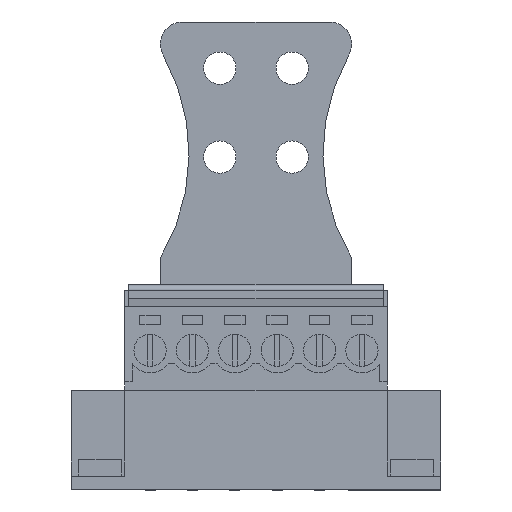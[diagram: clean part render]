
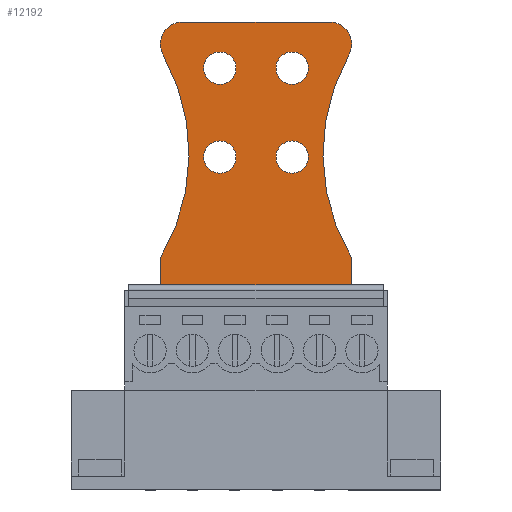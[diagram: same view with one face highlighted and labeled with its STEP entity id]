
A CAD part, front view. The second image highlights one B-rep face of the part: STEP entity #12192.
In plain terms, the highlighted planar face has unit normal (0, -1, 0).
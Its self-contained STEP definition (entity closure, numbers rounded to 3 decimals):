
#12075=AXIS2_PLACEMENT_3D('Plane Axis2P3D',#12072,#12073,#12074) ;
#12079=AXIS2_PLACEMENT_3D('Circle Axis2P3D',#12077,#12078,$) ;
#12086=AXIS2_PLACEMENT_3D('Circle Axis2P3D',#12084,#12085,$) ;
#12100=AXIS2_PLACEMENT_3D('Circle Axis2P3D',#12098,#12099,$) ;
#12107=AXIS2_PLACEMENT_3D('Circle Axis2P3D',#12105,#12106,$) ;
#12122=AXIS2_PLACEMENT_3D('Circle Axis2P3D',#12120,#12121,$) ;
#12131=AXIS2_PLACEMENT_3D('Circle Axis2P3D',#12129,#12130,$) ;
#12140=AXIS2_PLACEMENT_3D('Circle Axis2P3D',#12138,#12139,$) ;
#12149=AXIS2_PLACEMENT_3D('Circle Axis2P3D',#12147,#12148,$) ;
#12158=AXIS2_PLACEMENT_3D('Circle Axis2P3D',#12156,#12157,$) ;
#12167=AXIS2_PLACEMENT_3D('Circle Axis2P3D',#12165,#12166,$) ;
#12176=AXIS2_PLACEMENT_3D('Circle Axis2P3D',#12174,#12175,$) ;
#12185=AXIS2_PLACEMENT_3D('Circle Axis2P3D',#12183,#12184,$) ;
#11894=CARTESIAN_POINT('Vertex',(8.065,10.6,17.95)) ;
#11910=CARTESIAN_POINT('Vertex',(25.185,10.6,17.95)) ;
#11913=CARTESIAN_POINT('Line Origine',(16.625,10.6,17.95)) ;
#11931=CARTESIAN_POINT('Line Origine',(8.065,10.6,19.45)) ;
#11935=CARTESIAN_POINT('Vertex',(8.065,10.6,20.951)) ;
#12047=CARTESIAN_POINT('Vertex',(25.185,10.6,20.951)) ;
#12050=CARTESIAN_POINT('Line Origine',(25.185,10.6,19.45)) ;
#12072=CARTESIAN_POINT('Axis2P3D Location',(16.625,10.6,8.95)) ;
#12077=CARTESIAN_POINT('Axis2P3D Location',(40.84,10.6,30.223)) ;
#12081=CARTESIAN_POINT('Vertex',(24.969,10.6,39.122)) ;
#12084=CARTESIAN_POINT('Axis2P3D Location',(23.225,10.6,40.1)) ;
#12088=CARTESIAN_POINT('Vertex',(23.225,10.6,42.1)) ;
#12091=CARTESIAN_POINT('Line Origine',(16.625,10.6,42.1)) ;
#12095=CARTESIAN_POINT('Vertex',(10.025,10.6,42.1)) ;
#12098=CARTESIAN_POINT('Axis2P3D Location',(10.025,10.6,40.1)) ;
#12102=CARTESIAN_POINT('Vertex',(8.281,10.6,39.122)) ;
#12105=CARTESIAN_POINT('Axis2P3D Location',(-7.59,10.6,30.223)) ;
#12120=CARTESIAN_POINT('Axis2P3D Location',(13.375,10.6,37.95)) ;
#12124=CARTESIAN_POINT('Vertex',(14.825,10.6,37.95)) ;
#12126=CARTESIAN_POINT('Vertex',(11.925,10.6,37.95)) ;
#12129=CARTESIAN_POINT('Axis2P3D Location',(13.375,10.6,37.95)) ;
#12138=CARTESIAN_POINT('Axis2P3D Location',(19.875,10.6,37.95)) ;
#12142=CARTESIAN_POINT('Vertex',(21.325,10.6,37.95)) ;
#12144=CARTESIAN_POINT('Vertex',(18.425,10.6,37.95)) ;
#12147=CARTESIAN_POINT('Axis2P3D Location',(19.875,10.6,37.95)) ;
#12156=CARTESIAN_POINT('Axis2P3D Location',(19.875,10.6,29.95)) ;
#12160=CARTESIAN_POINT('Vertex',(18.425,10.6,29.95)) ;
#12162=CARTESIAN_POINT('Vertex',(21.325,10.6,29.95)) ;
#12165=CARTESIAN_POINT('Axis2P3D Location',(19.875,10.6,29.95)) ;
#12174=CARTESIAN_POINT('Axis2P3D Location',(13.375,10.6,29.95)) ;
#12178=CARTESIAN_POINT('Vertex',(11.925,10.6,29.95)) ;
#12180=CARTESIAN_POINT('Vertex',(14.825,10.6,29.95)) ;
#12183=CARTESIAN_POINT('Axis2P3D Location',(13.375,10.6,29.95)) ;
#11914=DIRECTION('Vector Direction',(-1.,0.,0.)) ;
#11932=DIRECTION('Vector Direction',(0.,0.,-1.)) ;
#12051=DIRECTION('Vector Direction',(0.,0.,1.)) ;
#12073=DIRECTION('Axis2P3D Direction',(0.,-1.,0.)) ;
#12074=DIRECTION('Axis2P3D XDirection',(1.,0.,0.)) ;
#12078=DIRECTION('Axis2P3D Direction',(0.,-1.,0.)) ;
#12085=DIRECTION('Axis2P3D Direction',(0.,-1.,0.)) ;
#12092=DIRECTION('Vector Direction',(1.,0.,0.)) ;
#12099=DIRECTION('Axis2P3D Direction',(0.,-1.,0.)) ;
#12106=DIRECTION('Axis2P3D Direction',(0.,-1.,0.)) ;
#12121=DIRECTION('Axis2P3D Direction',(0.,-1.,0.)) ;
#12130=DIRECTION('Axis2P3D Direction',(0.,-1.,0.)) ;
#12139=DIRECTION('Axis2P3D Direction',(0.,-1.,0.)) ;
#12148=DIRECTION('Axis2P3D Direction',(0.,-1.,0.)) ;
#12157=DIRECTION('Axis2P3D Direction',(0.,-1.,0.)) ;
#12166=DIRECTION('Axis2P3D Direction',(0.,-1.,0.)) ;
#12175=DIRECTION('Axis2P3D Direction',(0.,-1.,0.)) ;
#12184=DIRECTION('Axis2P3D Direction',(0.,-1.,0.)) ;
#11915=VECTOR('Line Direction',#11914,1.) ;
#11933=VECTOR('Line Direction',#11932,1.) ;
#12052=VECTOR('Line Direction',#12051,1.) ;
#12093=VECTOR('Line Direction',#12092,1.) ;
#12111=ORIENTED_EDGE('',*,*,#12054,.T.) ;
#12112=ORIENTED_EDGE('',*,*,#12083,.F.) ;
#12113=ORIENTED_EDGE('',*,*,#12090,.T.) ;
#12114=ORIENTED_EDGE('',*,*,#12097,.F.) ;
#12115=ORIENTED_EDGE('',*,*,#12104,.T.) ;
#12116=ORIENTED_EDGE('',*,*,#12109,.F.) ;
#12117=ORIENTED_EDGE('',*,*,#11937,.T.) ;
#12118=ORIENTED_EDGE('',*,*,#11917,.F.) ;
#12135=ORIENTED_EDGE('',*,*,#12128,.F.) ;
#12136=ORIENTED_EDGE('',*,*,#12133,.F.) ;
#12153=ORIENTED_EDGE('',*,*,#12146,.F.) ;
#12154=ORIENTED_EDGE('',*,*,#12151,.F.) ;
#12171=ORIENTED_EDGE('',*,*,#12164,.F.) ;
#12172=ORIENTED_EDGE('',*,*,#12169,.F.) ;
#12189=ORIENTED_EDGE('',*,*,#12182,.F.) ;
#12190=ORIENTED_EDGE('',*,*,#12187,.F.) ;
#12137=FACE_BOUND('',#12134,.T.) ;
#12155=FACE_BOUND('',#12152,.T.) ;
#12173=FACE_BOUND('',#12170,.T.) ;
#12191=FACE_BOUND('',#12188,.T.) ;
#12192=ADVANCED_FACE('Strain relief',(#12119,#12137,#12155,#12173,#12191),#12076,.T.) ;
#12080=CIRCLE('generated circle',#12079,18.195) ;
#12087=CIRCLE('generated circle',#12086,2.) ;
#12101=CIRCLE('generated circle',#12100,2.) ;
#12108=CIRCLE('generated circle',#12107,18.195) ;
#12123=CIRCLE('generated circle',#12122,1.45) ;
#12132=CIRCLE('generated circle',#12131,1.45) ;
#12141=CIRCLE('generated circle',#12140,1.45) ;
#12150=CIRCLE('generated circle',#12149,1.45) ;
#12159=CIRCLE('generated circle',#12158,1.45) ;
#12168=CIRCLE('generated circle',#12167,1.45) ;
#12177=CIRCLE('generated circle',#12176,1.45) ;
#12186=CIRCLE('generated circle',#12185,1.45) ;
#11917=EDGE_CURVE('',#11911,#11895,#11916,.T.) ;
#11937=EDGE_CURVE('',#11936,#11895,#11934,.T.) ;
#12054=EDGE_CURVE('',#11911,#12048,#12053,.T.) ;
#12083=EDGE_CURVE('',#12082,#12048,#12080,.T.) ;
#12090=EDGE_CURVE('',#12082,#12089,#12087,.T.) ;
#12097=EDGE_CURVE('',#12096,#12089,#12094,.T.) ;
#12104=EDGE_CURVE('',#12096,#12103,#12101,.T.) ;
#12109=EDGE_CURVE('',#11936,#12103,#12108,.T.) ;
#12128=EDGE_CURVE('',#12125,#12127,#12123,.T.) ;
#12133=EDGE_CURVE('',#12127,#12125,#12132,.T.) ;
#12146=EDGE_CURVE('',#12143,#12145,#12141,.T.) ;
#12151=EDGE_CURVE('',#12145,#12143,#12150,.T.) ;
#12164=EDGE_CURVE('',#12161,#12163,#12159,.T.) ;
#12169=EDGE_CURVE('',#12163,#12161,#12168,.T.) ;
#12182=EDGE_CURVE('',#12179,#12181,#12177,.T.) ;
#12187=EDGE_CURVE('',#12181,#12179,#12186,.T.) ;
#12110=EDGE_LOOP('',(#12111,#12112,#12113,#12114,#12115,#12116,#12117,#12118)) ;
#12134=EDGE_LOOP('',(#12135,#12136)) ;
#12152=EDGE_LOOP('',(#12153,#12154)) ;
#12170=EDGE_LOOP('',(#12171,#12172)) ;
#12188=EDGE_LOOP('',(#12189,#12190)) ;
#12119=FACE_OUTER_BOUND('',#12110,.T.) ;
#11916=LINE('Line',#11913,#11915) ;
#11934=LINE('Line',#11931,#11933) ;
#12053=LINE('Line',#12050,#12052) ;
#12094=LINE('Line',#12091,#12093) ;
#12076=PLANE('',#12075) ;
#11895=VERTEX_POINT('',#11894) ;
#11911=VERTEX_POINT('',#11910) ;
#11936=VERTEX_POINT('',#11935) ;
#12048=VERTEX_POINT('',#12047) ;
#12082=VERTEX_POINT('',#12081) ;
#12089=VERTEX_POINT('',#12088) ;
#12096=VERTEX_POINT('',#12095) ;
#12103=VERTEX_POINT('',#12102) ;
#12125=VERTEX_POINT('',#12124) ;
#12127=VERTEX_POINT('',#12126) ;
#12143=VERTEX_POINT('',#12142) ;
#12145=VERTEX_POINT('',#12144) ;
#12161=VERTEX_POINT('',#12160) ;
#12163=VERTEX_POINT('',#12162) ;
#12179=VERTEX_POINT('',#12178) ;
#12181=VERTEX_POINT('',#12180) ;
